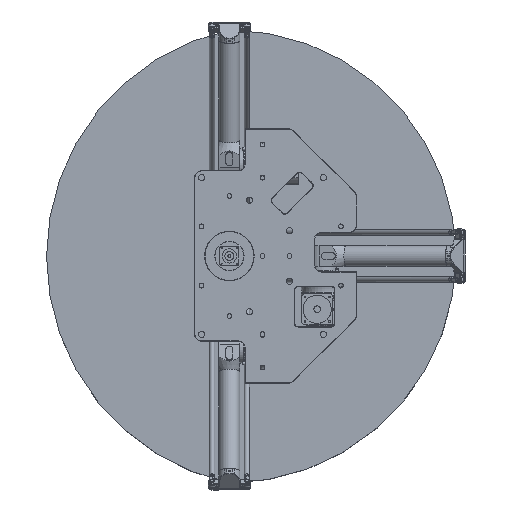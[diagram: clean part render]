
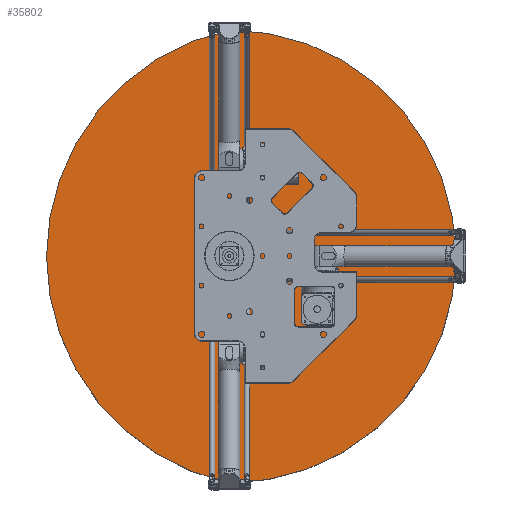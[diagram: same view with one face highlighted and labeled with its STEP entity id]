
A CAD part, top view. The second image highlights one B-rep face of the part: STEP entity #35802.
In plain terms, the highlighted face is planar.
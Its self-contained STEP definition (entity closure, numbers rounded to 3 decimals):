
#2635=PLANE('',#38454);
#10206=FACE_OUTER_BOUND('',#12506,.T.);
#12506=EDGE_LOOP('',(#25743,#25744));
#15609=CIRCLE('',#38451,664.881);
#15610=CIRCLE('',#38453,650.);
#17540=VERTEX_POINT('',#53435);
#17541=VERTEX_POINT('',#53437);
#20858=EDGE_CURVE('',#17541,#17540,#15609,.T.);
#20860=EDGE_CURVE('',#17540,#17541,#15610,.T.);
#25743=ORIENTED_EDGE('',*,*,#20860,.T.);
#25744=ORIENTED_EDGE('',*,*,#20858,.T.);
#35802=ADVANCED_FACE('',(#10206),#2635,.T.);
#38451=AXIS2_PLACEMENT_3D('',#53438,#42496,#42497);
#38453=AXIS2_PLACEMENT_3D('',#53441,#42501,#42502);
#38454=AXIS2_PLACEMENT_3D('',#53442,#42503,#42504);
#42496=DIRECTION('center_axis',(0.,1.,0.));
#42497=DIRECTION('ref_axis',(0.21,0.,0.978));
#42501=DIRECTION('center_axis',(0.,1.,0.));
#42502=DIRECTION('ref_axis',(0.,0.,
-1.));
#42503=DIRECTION('center_axis',(0.,1.,0.));
#42504=DIRECTION('ref_axis',(-1.,0.,0.));
#53435=CARTESIAN_POINT('',(0.,400.,-650.));
#53437=CARTESIAN_POINT('',(0.,400.,650.));
#53438=CARTESIAN_POINT('Origin',(-139.881,400.,0.));
#53441=CARTESIAN_POINT('Origin',(0.,400.,0.));
#53442=CARTESIAN_POINT('Origin',(0.,400.,0.));
